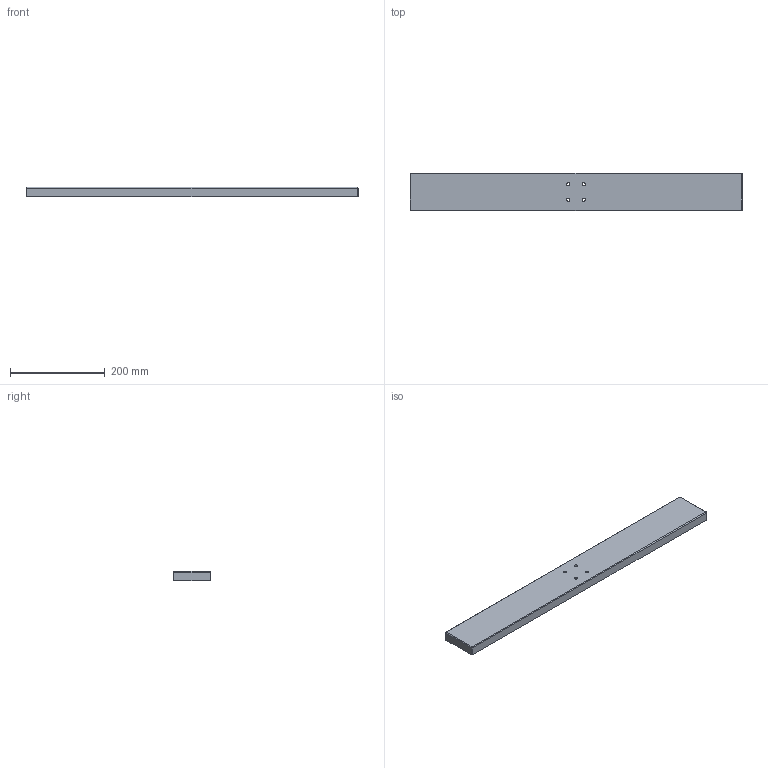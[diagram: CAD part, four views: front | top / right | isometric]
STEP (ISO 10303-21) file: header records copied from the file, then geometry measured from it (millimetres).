
FILE_DESCRIPTION((''),'2;1');
FILE_NAME('JC35TS-1395','2021-01-06T15:18:29',('sa'),('捷昌驱动'),'CREO PARAMETRIC BY PTC INC, 2018100','CREO PARAMETRIC BY PTC INC, 2018100','');
FILE_SCHEMA(('CONFIG_CONTROL_DESIGN'));
Length unit declared in the file: millimetre
Products named in the file (1): JC35TS-1395
Bounding box: 700 x 80 x 20 mm (x, y, z)
Volume: 451258.5 mm3; surface area: 298411.9 mm2
Topology: 4 solids, 42 shells, 115 faces, 333 edges, 256 vertices
Faces by surface type: plane 71, cylinder 36, sphere 8
Entity records: 3751 total; most frequent: CARTESIAN_POINT 710, DIRECTION 626, ORIENTED_EDGE 500, EDGE_CURVE 326, VERTEX_POINT 256, VECTOR 254, LINE 254, AXIS2_PLACEMENT_3D 186
